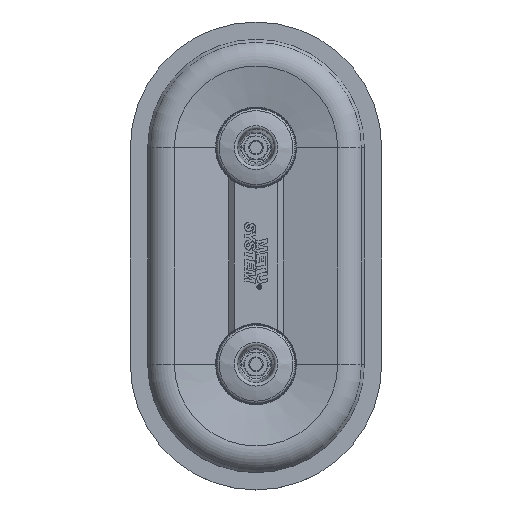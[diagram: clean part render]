
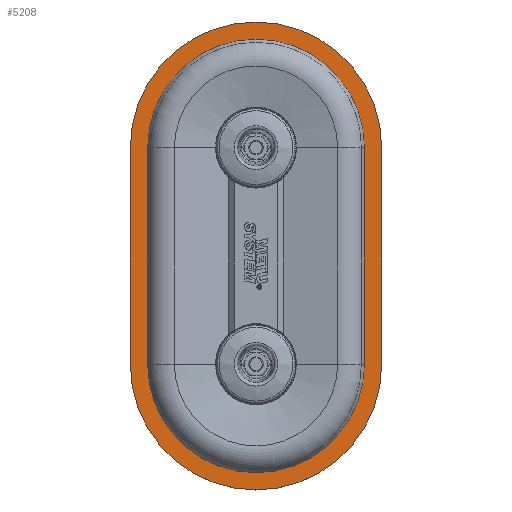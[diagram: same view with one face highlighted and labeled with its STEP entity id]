
A CAD part, top view. The second image highlights one B-rep face of the part: STEP entity #5208.
In plain terms, the highlighted planar face has unit normal (0, 0, 1).
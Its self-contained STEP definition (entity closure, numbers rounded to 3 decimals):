
#5208=ADVANCED_FACE('',(#12371,#12372),#7429,.T.);
#7429=PLANE('',#33338);
#8209=LINE('',#46071,#10323);
#8210=LINE('',#46072,#10324);
#8211=LINE('',#46076,#10325);
#8212=LINE('',#46080,#10326);
#10323=VECTOR('',#36880,1.);
#10324=VECTOR('',#36881,1.);
#10325=VECTOR('',#36884,1.);
#10326=VECTOR('',#36887,1.);
#12371=FACE_BOUND('',#12534,.T.);
#12372=FACE_BOUND('',#12535,.T.);
#12534=EDGE_LOOP('',(#14960,#14961,#14962,#14963));
#12535=EDGE_LOOP('',(#14964,#14965,#14966,#14967));
#14960=ORIENTED_EDGE('',*,*,#27273,.F.);
#14961=ORIENTED_EDGE('',*,*,#27274,.T.);
#14962=ORIENTED_EDGE('',*,*,#27270,.T.);
#14963=ORIENTED_EDGE('',*,*,#27275,.F.);
#14964=ORIENTED_EDGE('',*,*,#27276,.F.);
#14965=ORIENTED_EDGE('',*,*,#27277,.F.);
#14966=ORIENTED_EDGE('',*,*,#27278,.T.);
#14967=ORIENTED_EDGE('',*,*,#27279,.T.);
#24586=VERTEX_POINT('',#46063);
#24587=VERTEX_POINT('',#46064);
#24588=VERTEX_POINT('',#46069);
#24589=VERTEX_POINT('',#46070);
#24590=VERTEX_POINT('',#46074);
#24591=VERTEX_POINT('',#46075);
#24592=VERTEX_POINT('',#46077);
#24593=VERTEX_POINT('',#46079);
#27270=EDGE_CURVE('',#24586,#24587,#31984,.T.);
#27273=EDGE_CURVE('',#24588,#24589,#31985,.T.);
#27274=EDGE_CURVE('',#24588,#24586,#8209,.T.);
#27275=EDGE_CURVE('',#24589,#24587,#8210,.T.);
#27276=EDGE_CURVE('',#24590,#24591,#31986,.T.);
#27277=EDGE_CURVE('',#24592,#24590,#8211,.T.);
#27278=EDGE_CURVE('',#24592,#24593,#31987,.T.);
#27279=EDGE_CURVE('',#24593,#24591,#8212,.T.);
#31984=CIRCLE('',#33333,75.);
#31985=CIRCLE('',#33335,75.);
#31986=CIRCLE('',#33336,87.);
#31987=CIRCLE('',#33337,87.);
#33333=AXIS2_PLACEMENT_3D('',#46062,#36872,#36873);
#33335=AXIS2_PLACEMENT_3D('',#46068,#36878,#36879);
#33336=AXIS2_PLACEMENT_3D('',#46073,#36882,#36883);
#33337=AXIS2_PLACEMENT_3D('',#46078,#36885,#36886);
#33338=AXIS2_PLACEMENT_3D('',#46081,#36888,#36889);
#36872=DIRECTION('',(0.,0.,-1.));
#36873=DIRECTION('',(1.,0.,0.));
#36878=DIRECTION('',(0.,0.,1.));
#36879=DIRECTION('',(1.,0.,0.));
#36880=DIRECTION('',(0.,-1.,0.));
#36881=DIRECTION('',(0.,-1.,0.));
#36882=DIRECTION('',(0.,0.,-1.));
#36883=DIRECTION('',(1.,0.,0.));
#36884=DIRECTION('',(0.,-1.,0.));
#36885=DIRECTION('',(0.,0.,1.));
#36886=DIRECTION('',(1.,0.,0.));
#36887=DIRECTION('',(0.,-1.,0.));
#36888=DIRECTION('',(0.,0.,1.));
#36889=DIRECTION('',(-1.,0.,0.));
#46062=CARTESIAN_POINT('',(0.,-75.,0.8));
#46063=CARTESIAN_POINT('',(75.,-75.,0.8));
#46064=CARTESIAN_POINT('',(-75.,-75.,0.8));
#46068=CARTESIAN_POINT('',(0.,75.,0.8));
#46069=CARTESIAN_POINT('',(75.,75.,0.8));
#46070=CARTESIAN_POINT('',(-75.,75.,0.8));
#46071=CARTESIAN_POINT('',(75.,75.,0.8));
#46072=CARTESIAN_POINT('',(-75.,75.,0.8));
#46073=CARTESIAN_POINT('',(0.,-75.,0.8));
#46074=CARTESIAN_POINT('',(87.,-75.,0.8));
#46075=CARTESIAN_POINT('',(-87.,-75.,0.8));
#46076=CARTESIAN_POINT('',(87.,75.,0.8));
#46077=CARTESIAN_POINT('',(87.,75.,0.8));
#46078=CARTESIAN_POINT('',(0.,75.,0.8));
#46079=CARTESIAN_POINT('',(-87.,75.,0.8));
#46080=CARTESIAN_POINT('',(-87.,75.,0.8));
#46081=CARTESIAN_POINT('',(87.,-75.,0.8));
